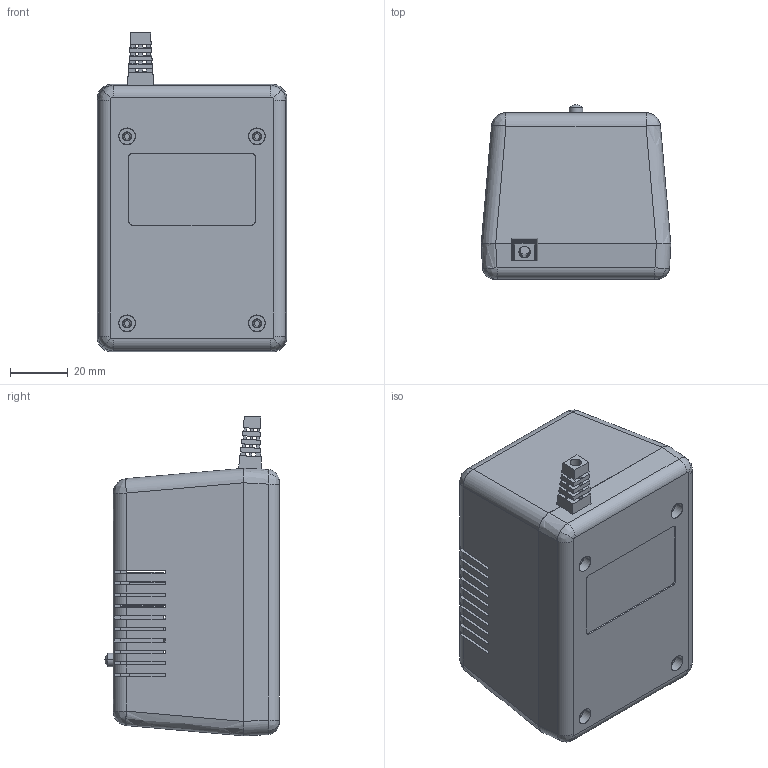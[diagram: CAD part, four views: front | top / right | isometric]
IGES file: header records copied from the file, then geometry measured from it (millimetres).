
Start section: SolidWorks IGES file using analytic representation for surfaces
Global section: file name: KM-49CZU.IGS; native system: SolidWorks 2013; preprocessor: SolidWorks 2013; author: RAKS; date: 181105.153024; units: millimetre
Bounding box: 65.37 x 60.2 x 110.28 mm (x, y, z)
Surface area: 81385.6 mm2 (no closed solid volume)
Topology: 0 solids, 0 shells, 868 faces, 9470 edges, 9468 vertices
Faces by surface type: bspline 697, revolution 171
